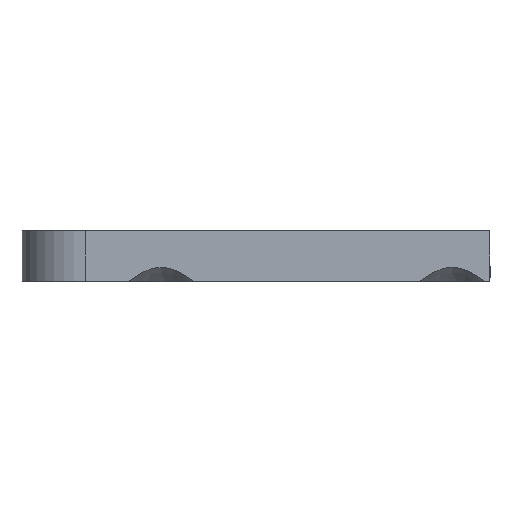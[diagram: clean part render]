
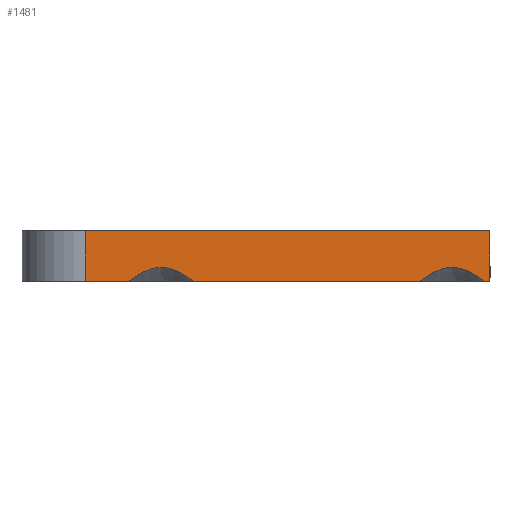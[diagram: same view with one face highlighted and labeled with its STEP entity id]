
A CAD part, left-side view. The second image highlights one B-rep face of the part: STEP entity #1481.
In plain terms, the highlighted planar face has unit normal (-1, 0, 0).
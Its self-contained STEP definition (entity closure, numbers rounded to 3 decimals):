
#24=(
BOUNDED_CURVE()
B_SPLINE_CURVE(2,(#2507,#2508,#2509),.UNSPECIFIED.,.F.,.F.)
B_SPLINE_CURVE_WITH_KNOTS((3,3),(0.,0.281),.UNSPECIFIED.)
CURVE()
GEOMETRIC_REPRESENTATION_ITEM()
RATIONAL_B_SPLINE_CURVE((1.,1.22,1.22))
REPRESENTATION_ITEM('')
);
#25=(
BOUNDED_CURVE()
B_SPLINE_CURVE(2,(#2510,#2511,#2512),.UNSPECIFIED.,.F.,.F.)
B_SPLINE_CURVE_WITH_KNOTS((3,3),(0.281,0.563),
 .UNSPECIFIED.)
CURVE()
GEOMETRIC_REPRESENTATION_ITEM()
RATIONAL_B_SPLINE_CURVE((1.22,1.22,1.))
REPRESENTATION_ITEM('')
);
#27=(
BOUNDED_CURVE()
B_SPLINE_CURVE(2,(#2528,#2529,#2530),.UNSPECIFIED.,.F.,.F.)
B_SPLINE_CURVE_WITH_KNOTS((3,3),(0.281,0.563),
 .UNSPECIFIED.)
CURVE()
GEOMETRIC_REPRESENTATION_ITEM()
RATIONAL_B_SPLINE_CURVE((1.22,1.22,1.))
REPRESENTATION_ITEM('')
);
#28=(
BOUNDED_CURVE()
B_SPLINE_CURVE(2,(#2536,#2537,#2538),.UNSPECIFIED.,.F.,.F.)
B_SPLINE_CURVE_WITH_KNOTS((3,3),(0.,0.281),.UNSPECIFIED.)
CURVE()
GEOMETRIC_REPRESENTATION_ITEM()
RATIONAL_B_SPLINE_CURVE((1.,1.22,1.22))
REPRESENTATION_ITEM('')
);
#71=PLANE('',#1657);
#141=FACE_OUTER_BOUND('',#226,.T.);
#226=EDGE_LOOP('',(#1364,#1365,#1366,#1367,#1368,#1369,#1370,#1371,#1372,
#1373));
#242=LINE('',#2165,#363);
#243=LINE('',#2169,#364);
#293=LINE('',#2357,#414);
#324=LINE('',#2457,#445);
#344=LINE('',#2555,#465);
#348=LINE('',#2563,#469);
#363=VECTOR('',#1707,10.);
#364=VECTOR('',#1710,10.);
#414=VECTOR('',#1892,10.);
#445=VECTOR('',#2001,10.);
#465=VECTOR('',#2091,10.);
#469=VECTOR('',#2101,10.);
#588=VERTEX_POINT('',#2162);
#589=VERTEX_POINT('',#2164);
#590=VERTEX_POINT('',#2166);
#591=VERTEX_POINT('',#2168);
#659=VERTEX_POINT('',#2354);
#660=VERTEX_POINT('',#2356);
#699=VERTEX_POINT('',#2506);
#703=VERTEX_POINT('',#2525);
#704=VERTEX_POINT('',#2527);
#709=VERTEX_POINT('',#2553);
#738=EDGE_CURVE('',#588,#589,#242,.T.);
#740=EDGE_CURVE('',#590,#591,#243,.T.);
#834=EDGE_CURVE('',#659,#660,#293,.T.);
#886=EDGE_CURVE('',#591,#659,#324,.T.);
#908=EDGE_CURVE('',#590,#699,#24,.T.);
#909=EDGE_CURVE('',#699,#589,#25,.T.);
#916=EDGE_CURVE('',#704,#703,#27,.T.);
#920=EDGE_CURVE('',#588,#704,#28,.T.);
#928=EDGE_CURVE('',#709,#703,#344,.T.);
#932=EDGE_CURVE('',#709,#660,#348,.T.);
#1364=ORIENTED_EDGE('',*,*,#886,.F.);
#1365=ORIENTED_EDGE('',*,*,#740,.F.);
#1366=ORIENTED_EDGE('',*,*,#908,.T.);
#1367=ORIENTED_EDGE('',*,*,#909,.T.);
#1368=ORIENTED_EDGE('',*,*,#738,.F.);
#1369=ORIENTED_EDGE('',*,*,#920,.T.);
#1370=ORIENTED_EDGE('',*,*,#916,.T.);
#1371=ORIENTED_EDGE('',*,*,#928,.F.);
#1372=ORIENTED_EDGE('',*,*,#932,.T.);
#1373=ORIENTED_EDGE('',*,*,#834,.F.);
#1481=ADVANCED_FACE('',(#141),#71,.T.);
#1657=AXIS2_PLACEMENT_3D('',#2564,#2102,#2103);
#1707=DIRECTION('',(0.,1.,0.));
#1710=DIRECTION('',(0.,1.,0.));
#1892=DIRECTION('',(0.,-1.,0.));
#2001=DIRECTION('',(0.,0.,1.));
#2091=DIRECTION('',(0.,1.,0.));
#2101=DIRECTION('',(0.,0.,1.));
#2102=DIRECTION('center_axis',(-1.,0.,0.));
#2103=DIRECTION('ref_axis',(0.,-1.,0.));
#2162=CARTESIAN_POINT('',(-45.,-31.41,0.));
#2164=CARTESIAN_POINT('',(-45.,-13.59,0.));
#2165=CARTESIAN_POINT('',(-45.,-37.,0.));
#2166=CARTESIAN_POINT('',(-45.,-8.41,0.));
#2168=CARTESIAN_POINT('',(-45.,-5.,0.));
#2169=CARTESIAN_POINT('',(-45.,-37.,0.));
#2354=CARTESIAN_POINT('',(-45.,-5.,4.));
#2356=CARTESIAN_POINT('',(-45.,-37.,4.));
#2357=CARTESIAN_POINT('',(-45.,-37.,4.));
#2457=CARTESIAN_POINT('',(-45.,-5.,0.));
#2506=CARTESIAN_POINT('',(-45.,-11.,1.1));
#2507=CARTESIAN_POINT('Ctrl Pts',(-45.,-8.41,0.));
#2508=CARTESIAN_POINT('Ctrl Pts',(-45.,-9.938,1.1));
#2509=CARTESIAN_POINT('Ctrl Pts',(-45.,-11.,1.1));
#2510=CARTESIAN_POINT('Ctrl Pts',(-45.,-11.,1.1));
#2511=CARTESIAN_POINT('Ctrl Pts',(-45.,-12.062,1.1));
#2512=CARTESIAN_POINT('Ctrl Pts',(-45.,-13.59,0.));
#2525=CARTESIAN_POINT('',(-45.,-36.59,0.));
#2527=CARTESIAN_POINT('',(-45.,-34.,1.1));
#2528=CARTESIAN_POINT('Ctrl Pts',(-45.,-34.,1.1));
#2529=CARTESIAN_POINT('Ctrl Pts',(-45.,-35.062,1.1));
#2530=CARTESIAN_POINT('Ctrl Pts',(-45.,-36.59,0.));
#2536=CARTESIAN_POINT('Ctrl Pts',(-45.,-31.41,0.));
#2537=CARTESIAN_POINT('Ctrl Pts',(-45.,-32.938,1.1));
#2538=CARTESIAN_POINT('Ctrl Pts',(-45.,-34.,1.1));
#2553=CARTESIAN_POINT('',(-45.,-37.,0.));
#2555=CARTESIAN_POINT('',(-45.,-37.,0.));
#2563=CARTESIAN_POINT('',(-45.,-37.,0.));
#2564=CARTESIAN_POINT('Origin',(-45.,0.,0.));
